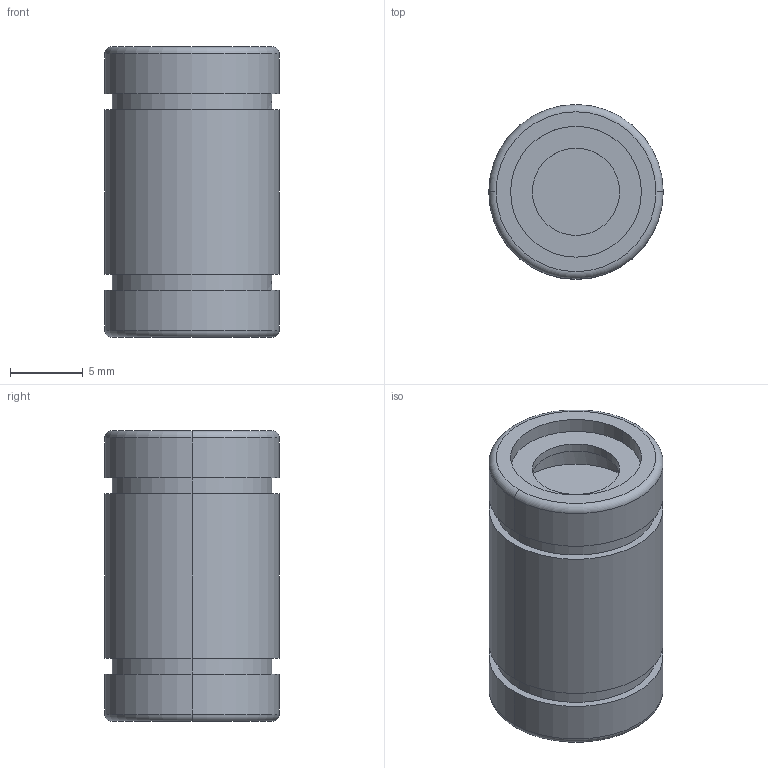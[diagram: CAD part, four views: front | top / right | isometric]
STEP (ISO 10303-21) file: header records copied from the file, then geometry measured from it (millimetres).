
FILE_DESCRIPTION (( 'STEP AP203' ), '1' );
FILE_NAME ('ST6B.STEP', '2023-05-13T00:56:21', ( 'China' ), ( 'Home' ), 'SwSTEP 2.0', 'SolidWorks 2022', '' );
FILE_SCHEMA (( 'CONFIG_CONTROL_DESIGN' ));
Length unit declared in the file: millimetre
Products named in the file (1): ST6B
Bounding box: 12 x 12 x 20 mm (x, y, z)
Volume: 1781.9 mm3; surface area: 1376.2 mm2
Topology: 1 solids, 1 shells, 44 faces, 94 edges, 58 vertices
Faces by surface type: cylinder 28, plane 12, torus 4
Entity records: 1393 total; most frequent: CARTESIAN_POINT 329, DIRECTION 226, ORIENTED_EDGE 188, AXIS2_PLACEMENT_3D 99, EDGE_CURVE 94, VERTEX_POINT 58, EDGE_LOOP 54, CIRCLE 54
